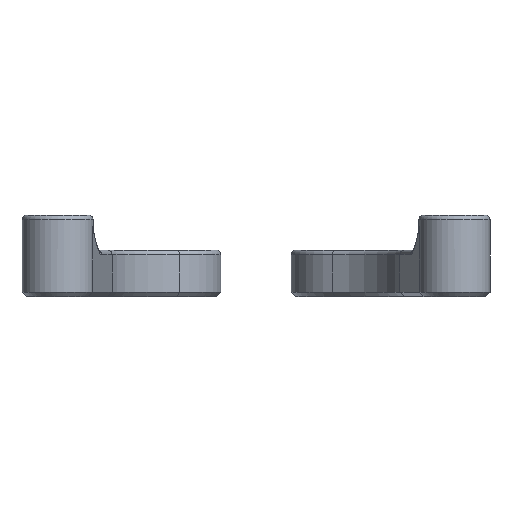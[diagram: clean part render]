
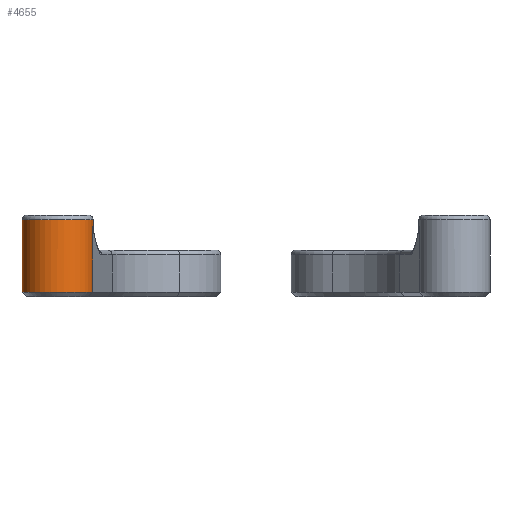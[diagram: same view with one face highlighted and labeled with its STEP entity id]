
A CAD part, front view. The second image highlights one B-rep face of the part: STEP entity #4655.
In plain terms, the highlighted cylindrical face has radius 3.05 mm (diameter 6.1 mm), a full revolution.
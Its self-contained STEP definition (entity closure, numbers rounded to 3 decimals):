
#45=CYLINDRICAL_SURFACE('',#4962,3.05);
#154=CIRCLE('',#4950,3.05);
#155=CIRCLE('',#4951,3.05);
#161=CIRCLE('',#4963,3.05);
#162=CIRCLE('',#4964,3.05);
#533=FACE_OUTER_BOUND('',#827,.T.);
#827=EDGE_LOOP('',(#3526,#3527,#3528,#3529,#3530,#3531,#3532,#3533));
#1212=LINE('',#7219,#1610);
#1215=LINE('',#7235,#1613);
#1216=LINE('',#7237,#1614);
#1610=VECTOR('',#5603,10.);
#1613=VECTOR('',#5610,3.05);
#1614=VECTOR('',#5611,10.);
#2130=VERTEX_POINT('',#7177);
#2134=VERTEX_POINT('',#7189);
#2135=VERTEX_POINT('',#7191);
#2143=VERTEX_POINT('',#7218);
#2146=VERTEX_POINT('',#7233);
#2147=VERTEX_POINT('',#7236);
#2633=EDGE_CURVE('',#2130,#2134,#154,.T.);
#2634=EDGE_CURVE('',#2134,#2135,#155,.T.);
#2648=EDGE_CURVE('',#2135,#2143,#1212,.T.);
#2652=EDGE_CURVE('',#2146,#2146,#161,.T.);
#2653=EDGE_CURVE('',#2146,#2134,#1215,.T.);
#2654=EDGE_CURVE('',#2130,#2147,#1216,.T.);
#2655=EDGE_CURVE('',#2143,#2147,#162,.T.);
#3526=ORIENTED_EDGE('',*,*,#2652,.F.);
#3527=ORIENTED_EDGE('',*,*,#2653,.T.);
#3528=ORIENTED_EDGE('',*,*,#2633,.F.);
#3529=ORIENTED_EDGE('',*,*,#2654,.T.);
#3530=ORIENTED_EDGE('',*,*,#2655,.F.);
#3531=ORIENTED_EDGE('',*,*,#2648,.F.);
#3532=ORIENTED_EDGE('',*,*,#2634,.F.);
#3533=ORIENTED_EDGE('',*,*,#2653,.F.);
#4655=ADVANCED_FACE('',(#533),#45,.T.);
#4950=AXIS2_PLACEMENT_3D('',#7190,#5571,#5572);
#4951=AXIS2_PLACEMENT_3D('',#7192,#5573,#5574);
#4962=AXIS2_PLACEMENT_3D('',#7232,#5606,#5607);
#4963=AXIS2_PLACEMENT_3D('',#7234,#5608,#5609);
#4964=AXIS2_PLACEMENT_3D('',#7238,#5612,#5613);
#5571=DIRECTION('center_axis',(0.,0.,-1.));
#5572=DIRECTION('ref_axis',(-1.,0.,0.));
#5573=DIRECTION('center_axis',(0.,0.,-1.));
#5574=DIRECTION('ref_axis',(-1.,0.,0.));
#5603=DIRECTION('',(0.,0.,1.));
#5606=DIRECTION('center_axis',(0.,0.,1.));
#5607=DIRECTION('ref_axis',(1.,0.,0.));
#5608=DIRECTION('center_axis',(0.,0.,1.));
#5609=DIRECTION('ref_axis',(1.,0.,0.));
#5610=DIRECTION('',(0.,0.,-1.));
#5611=DIRECTION('',(0.,0.,1.));
#5612=DIRECTION('center_axis',(0.,0.,-1.));
#5613=DIRECTION('ref_axis',(0.186,0.983,0.));
#7177=CARTESIAN_POINT('',(67.598,-10.232,0.4));
#7189=CARTESIAN_POINT('',(61.552,-9.664,0.4));
#7190=CARTESIAN_POINT('Origin',(64.602,-9.664,0.4));
#7191=CARTESIAN_POINT('',(61.605,-9.097,0.4));
#7192=CARTESIAN_POINT('Origin',(64.602,-9.664,0.4));
#7218=CARTESIAN_POINT('',(61.605,-9.097,6.));
#7219=CARTESIAN_POINT('',(61.605,-9.097,0.));
#7232=CARTESIAN_POINT('Origin',(64.602,-9.664,0.));
#7233=CARTESIAN_POINT('',(61.552,-9.664,6.6));
#7234=CARTESIAN_POINT('Origin',(64.602,-9.664,6.6));
#7235=CARTESIAN_POINT('',(61.552,-9.664,0.));
#7236=CARTESIAN_POINT('',(67.598,-10.232,6.));
#7237=CARTESIAN_POINT('',(67.598,-10.232,0.));
#7238=CARTESIAN_POINT('Origin',(64.602,-9.664,6.));
